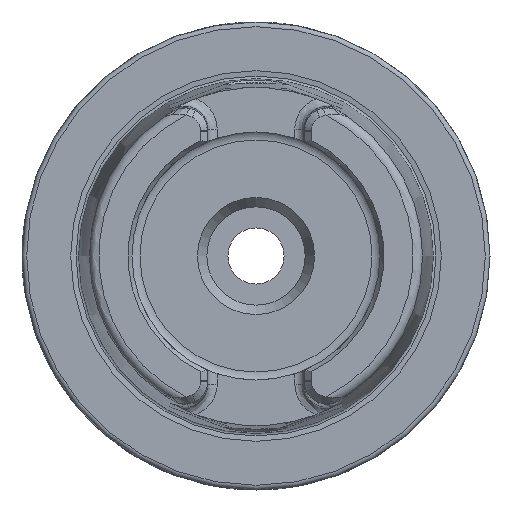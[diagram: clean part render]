
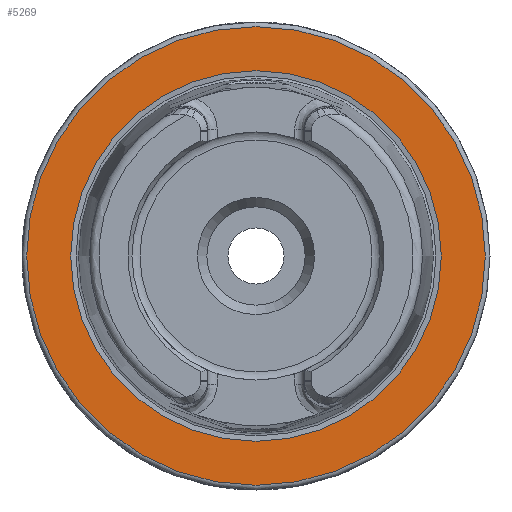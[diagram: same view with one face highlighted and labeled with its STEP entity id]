
A CAD part, left-side view. The second image highlights one B-rep face of the part: STEP entity #5269.
In plain terms, the highlighted planar face has unit normal (-1, 0, 0).
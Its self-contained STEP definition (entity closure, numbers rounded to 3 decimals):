
#401=FACE_BOUND('',#1041,.T.);
#484=PLANE('',#5749);
#742=FACE_OUTER_BOUND('',#1040,.T.);
#1040=EDGE_LOOP('',(#4686,#4687));
#1041=EDGE_LOOP('',(#4688,#4689));
#1904=CIRCLE('',#5747,39.587);
#1905=CIRCLE('',#5748,39.587);
#1906=CIRCLE('',#5750,49.);
#1907=CIRCLE('',#5751,49.);
#2420=VERTEX_POINT('',#12686);
#2421=VERTEX_POINT('',#12688);
#2422=VERTEX_POINT('',#12692);
#2423=VERTEX_POINT('',#12693);
#3198=EDGE_CURVE('',#2421,#2420,#1904,.T.);
#3199=EDGE_CURVE('',#2420,#2421,#1905,.T.);
#3200=EDGE_CURVE('',#2422,#2423,#1906,.T.);
#3201=EDGE_CURVE('',#2423,#2422,#1907,.T.);
#4686=ORIENTED_EDGE('',*,*,#3200,.F.);
#4687=ORIENTED_EDGE('',*,*,#3201,.F.);
#4688=ORIENTED_EDGE('',*,*,#3198,.T.);
#4689=ORIENTED_EDGE('',*,*,#3199,.T.);
#5269=ADVANCED_FACE('',(#742,#401),#484,.T.);
#5747=AXIS2_PLACEMENT_3D('',#12689,#6913,#6914);
#5748=AXIS2_PLACEMENT_3D('',#12690,#6915,#6916);
#5749=AXIS2_PLACEMENT_3D('',#12691,#6917,#6918);
#5750=AXIS2_PLACEMENT_3D('',#12694,#6919,#6920);
#5751=AXIS2_PLACEMENT_3D('',#12695,#6921,#6922);
#6913=DIRECTION('center_axis',(1.,0.,0.));
#6914=DIRECTION('ref_axis',(0.,0.,-1.));
#6915=DIRECTION('center_axis',(1.,0.,0.));
#6916=DIRECTION('ref_axis',(0.,0.,-1.));
#6917=DIRECTION('center_axis',(-1.,0.,0.));
#6918=DIRECTION('ref_axis',(0.,0.,1.));
#6919=DIRECTION('center_axis',(1.,0.,0.));
#6920=DIRECTION('ref_axis',(0.,0.,-1.));
#6921=DIRECTION('center_axis',(1.,0.,0.));
#6922=DIRECTION('ref_axis',(0.,0.,-1.));
#12686=CARTESIAN_POINT('',(0.,-39.587,0.));
#12688=CARTESIAN_POINT('',(0.,39.587,0.));
#12689=CARTESIAN_POINT('Origin',(0.,0.,0.));
#12690=CARTESIAN_POINT('Origin',(0.,0.,0.));
#12691=CARTESIAN_POINT('Origin',(0.,49.,
0.));
#12692=CARTESIAN_POINT('',(0.,49.,0.));
#12693=CARTESIAN_POINT('',(0.,0.,
49.));
#12694=CARTESIAN_POINT('Origin',(0.,0.,0.));
#12695=CARTESIAN_POINT('Origin',(0.,0.,0.));
